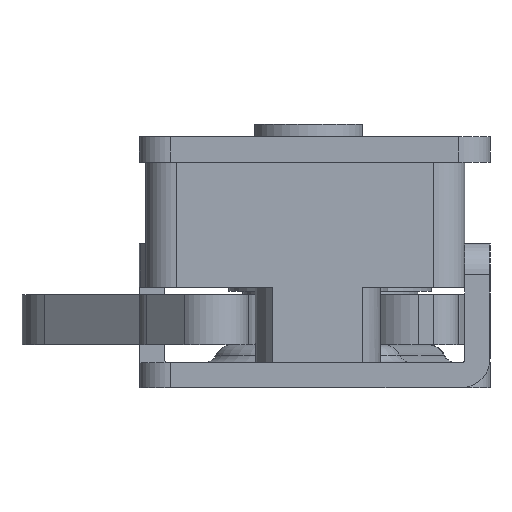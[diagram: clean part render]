
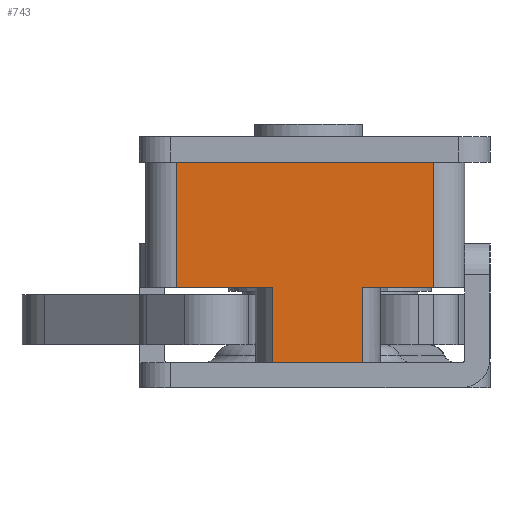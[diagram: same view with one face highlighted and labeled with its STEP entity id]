
A CAD part, left-side view. The second image highlights one B-rep face of the part: STEP entity #743.
In plain terms, the highlighted planar face has unit normal (-1, 0, 0).
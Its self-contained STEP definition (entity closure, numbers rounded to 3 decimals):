
#743=ADVANCED_FACE('',(#1447),#1448,.F.);
#1447=FACE_OUTER_BOUND('',#2255,.T.);
#1448=PLANE('',#2256);
#2255=EDGE_LOOP('',(#4808,#4809,#4810,#4811,#4812,#4813,#4814,#4815));
#2256=AXIS2_PLACEMENT_3D('',#4816,#4817,#4818);
#4808=ORIENTED_EDGE('',*,*,#6007,.F.);
#4809=ORIENTED_EDGE('',*,*,#6026,.T.);
#4810=ORIENTED_EDGE('',*,*,#6317,.F.);
#4811=ORIENTED_EDGE('',*,*,#6029,.F.);
#4812=ORIENTED_EDGE('',*,*,#5987,.F.);
#4813=ORIENTED_EDGE('',*,*,#6283,.T.);
#4814=ORIENTED_EDGE('',*,*,#6038,.T.);
#4815=ORIENTED_EDGE('',*,*,#6111,.F.);
#4816=CARTESIAN_POINT('',(-43.184,34.683,2.25));
#4817=DIRECTION('',(1.,0.,0.));
#4818=DIRECTION('',(0.,0.,-1.));
#5987=EDGE_CURVE('',#7302,#7304,#7305,.T.);
#6007=EDGE_CURVE('',#7340,#7342,#7343,.T.);
#6026=EDGE_CURVE('',#7340,#7377,#7378,.T.);
#6029=EDGE_CURVE('',#7304,#7381,#7382,.T.);
#6038=EDGE_CURVE('',#7399,#7397,#7400,.T.);
#6111=EDGE_CURVE('',#7342,#7397,#7531,.T.);
#6283=EDGE_CURVE('',#7302,#7399,#7800,.T.);
#6317=EDGE_CURVE('',#7381,#7377,#7841,.T.);
#7302=VERTEX_POINT('',#9240);
#7304=VERTEX_POINT('',#9242);
#7305=LINE('',#9243,#9244);
#7340=VERTEX_POINT('',#9287);
#7342=VERTEX_POINT('',#9289);
#7343=LINE('',#9290,#9291);
#7377=VERTEX_POINT('',#9339);
#7378=LINE('',#9340,#9341);
#7381=VERTEX_POINT('',#9344);
#7382=LINE('',#9345,#9346);
#7397=VERTEX_POINT('',#9365);
#7399=VERTEX_POINT('',#9367);
#7400=LINE('',#9368,#9369);
#7531=LINE('',#9540,#9541);
#7800=LINE('',#9957,#9958);
#7841=LINE('',#10025,#10026);
#9240=CARTESIAN_POINT('',(-43.184,34.683,2.25));
#9242=CARTESIAN_POINT('',(-43.184,40.362,2.25));
#9243=CARTESIAN_POINT('',(-43.184,34.683,2.25));
#9244=VECTOR('',#11235,1.0);
#9287=CARTESIAN_POINT('',(-43.184,47.504,2.25));
#9289=CARTESIAN_POINT('',(-43.184,55.183,2.25));
#9290=CARTESIAN_POINT('',(-43.184,34.683,2.25));
#9291=VECTOR('',#11277,1.0);
#9339=CARTESIAN_POINT('',(-43.184,47.504,-3.75));
#9340=CARTESIAN_POINT('',(-43.184,47.504,71.073));
#9341=VECTOR('',#11304,1.0);
#9344=CARTESIAN_POINT('',(-43.184,40.362,-3.75));
#9345=CARTESIAN_POINT('',(-43.184,40.362,71.073));
#9346=VECTOR('',#11311,1.0);
#9365=CARTESIAN_POINT('',(-43.184,55.183,12.25));
#9367=CARTESIAN_POINT('',(-43.184,34.683,12.25));
#9368=CARTESIAN_POINT('',(-43.184,34.683,12.25));
#9369=VECTOR('',#11328,1.0);
#9540=CARTESIAN_POINT('',(-43.184,55.183,2.25));
#9541=VECTOR('',#11465,1.0);
#9957=CARTESIAN_POINT('',(-43.184,34.683,2.25));
#9958=VECTOR('',#11706,1.0);
#10025=CARTESIAN_POINT('',(-43.184,40.362,-3.75));
#10026=VECTOR('',#11754,1.0);
#11235=DIRECTION('',(0.,1.,0.));
#11277=DIRECTION('',(0.,1.,0.));
#11304=DIRECTION('',(0.,0.,-1.0));
#11311=DIRECTION('',(0.,0.,-1.0));
#11328=DIRECTION('',(0.,1.,0.));
#11465=DIRECTION('',(0.,0.,1.0));
#11706=DIRECTION('',(0.,0.,1.0));
#11754=DIRECTION('',(0.,1.,0.));
